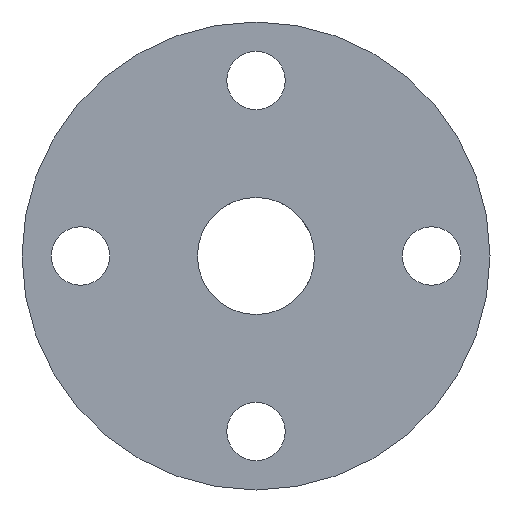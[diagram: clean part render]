
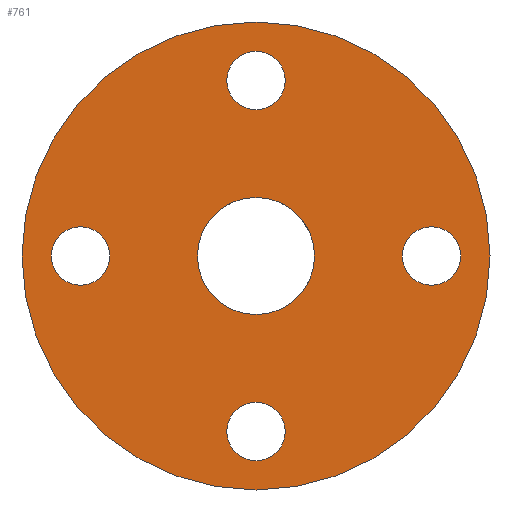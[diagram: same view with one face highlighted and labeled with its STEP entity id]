
A CAD part, front view. The second image highlights one B-rep face of the part: STEP entity #761.
In plain terms, the highlighted planar face has unit normal (0, -1, 0).
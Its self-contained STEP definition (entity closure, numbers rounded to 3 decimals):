
#44=FACE_BOUND('',#190,.T.);
#45=FACE_BOUND('',#191,.T.);
#46=FACE_BOUND('',#192,.T.);
#47=FACE_BOUND('',#193,.T.);
#48=FACE_BOUND('',#194,.T.);
#65=PLANE('',#855);
#131=FACE_OUTER_BOUND('',#189,.T.);
#189=EDGE_LOOP('',(#696));
#190=EDGE_LOOP('',(#697));
#191=EDGE_LOOP('',(#698));
#192=EDGE_LOOP('',(#699));
#193=EDGE_LOOP('',(#700));
#194=EDGE_LOOP('',(#701));
#225=CIRCLE('',#844,4.);
#226=CIRCLE('',#846,2.);
#227=CIRCLE('',#848,2.);
#228=CIRCLE('',#850,2.);
#229=CIRCLE('',#852,2.);
#230=CIRCLE('',#854,16.);
#384=VERTEX_POINT('',#2333);
#385=VERTEX_POINT('',#2337);
#386=VERTEX_POINT('',#2341);
#387=VERTEX_POINT('',#2345);
#388=VERTEX_POINT('',#2349);
#389=VERTEX_POINT('',#2353);
#483=EDGE_CURVE('',#384,#384,#225,.T.);
#485=EDGE_CURVE('',#385,#385,#226,.T.);
#487=EDGE_CURVE('',#386,#386,#227,.T.);
#489=EDGE_CURVE('',#387,#387,#228,.T.);
#491=EDGE_CURVE('',#388,#388,#229,.T.);
#493=EDGE_CURVE('',#389,#389,#230,.T.);
#696=ORIENTED_EDGE('',*,*,#493,.F.);
#697=ORIENTED_EDGE('',*,*,#483,.F.);
#698=ORIENTED_EDGE('',*,*,#491,.F.);
#699=ORIENTED_EDGE('',*,*,#489,.F.);
#700=ORIENTED_EDGE('',*,*,#487,.F.);
#701=ORIENTED_EDGE('',*,*,#485,.F.);
#761=ADVANCED_FACE('',(#131,#44,#45,#46,#47,#48),#65,.F.);
#844=AXIS2_PLACEMENT_3D('',#2335,#1025,#1026);
#846=AXIS2_PLACEMENT_3D('',#2339,#1030,#1031);
#848=AXIS2_PLACEMENT_3D('',#2343,#1035,#1036);
#850=AXIS2_PLACEMENT_3D('',#2347,#1040,#1041);
#852=AXIS2_PLACEMENT_3D('',#2351,#1045,#1046);
#854=AXIS2_PLACEMENT_3D('',#2355,#1050,#1051);
#855=AXIS2_PLACEMENT_3D('',#2356,#1052,#1053);
#1025=DIRECTION('center_axis',(0.,-1.,0.));
#1026=DIRECTION('ref_axis',(1.,0.,0.));
#1030=DIRECTION('center_axis',(0.,-1.,0.));
#1031=DIRECTION('ref_axis',(1.,0.,0.));
#1035=DIRECTION('center_axis',(0.,-1.,0.));
#1036=DIRECTION('ref_axis',(1.,0.,0.));
#1040=DIRECTION('center_axis',(0.,-1.,0.));
#1041=DIRECTION('ref_axis',(1.,0.,0.));
#1045=DIRECTION('center_axis',(0.,-1.,0.));
#1046=DIRECTION('ref_axis',(1.,0.,0.));
#1050=DIRECTION('center_axis',(0.,1.,0.));
#1051=DIRECTION('ref_axis',(1.,0.,0.));
#1052=DIRECTION('center_axis',(0.,1.,0.));
#1053=DIRECTION('ref_axis',(1.,0.,0.));
#2333=CARTESIAN_POINT('',(-4.,0.,0.));
#2335=CARTESIAN_POINT('Origin',(0.,0.,0.));
#2337=CARTESIAN_POINT('',(-2.,0.,12.));
#2339=CARTESIAN_POINT('Origin',(0.,0.,12.));
#2341=CARTESIAN_POINT('',(-14.,0.,0.));
#2343=CARTESIAN_POINT('Origin',(-12.,0.,0.));
#2345=CARTESIAN_POINT('',(-2.,0.,-12.));
#2347=CARTESIAN_POINT('Origin',(0.,0.,-12.));
#2349=CARTESIAN_POINT('',(10.,0.,0.));
#2351=CARTESIAN_POINT('Origin',(12.,0.,0.));
#2353=CARTESIAN_POINT('',(-16.,0.,0.));
#2355=CARTESIAN_POINT('Origin',(0.,0.,0.));
#2356=CARTESIAN_POINT('Origin',(0.,0.,0.));
